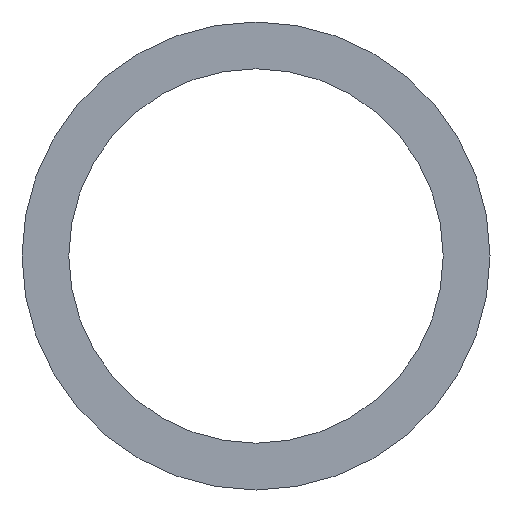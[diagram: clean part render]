
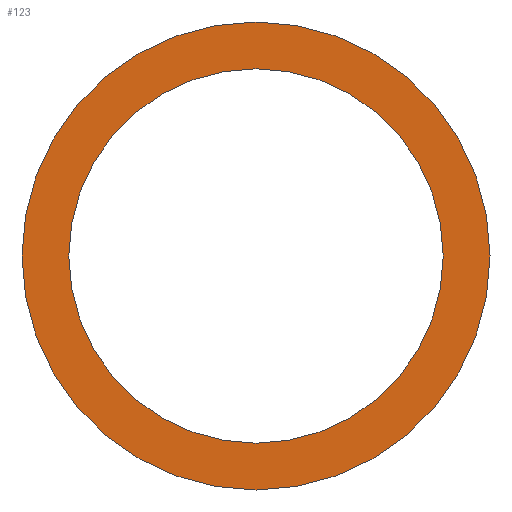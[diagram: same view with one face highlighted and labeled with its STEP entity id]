
A CAD part, front view. The second image highlights one B-rep face of the part: STEP entity #123.
In plain terms, the highlighted planar face has unit normal (0, -1, 0).
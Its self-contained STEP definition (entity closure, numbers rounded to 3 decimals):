
#2 = CIRCLE ( 'NONE', #61, 6. ) ;
#6 = ORIENTED_EDGE ( 'NONE', *, *, #144, .T. ) ;
#11 = DIRECTION ( 'NONE',  ( 0., 0., 1. ) ) ;
#31 = DIRECTION ( 'NONE',  ( 0., 0., 1. ) ) ;
#34 = EDGE_LOOP ( 'NONE', ( #6, #47 ) ) ;
#37 = FACE_BOUND ( 'NONE', #34, .T. ) ;
#46 = AXIS2_PLACEMENT_3D ( 'NONE', #221, #170, #185 ) ;
#47 = ORIENTED_EDGE ( 'NONE', *, *, #229, .T. ) ;
#53 = CARTESIAN_POINT ( 'NONE',  ( 0., 0., -6. ) ) ;
#56 = CIRCLE ( 'NONE', #211, 7.5 ) ;
#61 = AXIS2_PLACEMENT_3D ( 'NONE', #71, #241, #11 ) ;
#67 = VERTEX_POINT ( 'NONE', #188 ) ;
#71 = CARTESIAN_POINT ( 'NONE',  ( 0., 0., 0. ) ) ;
#81 = CARTESIAN_POINT ( 'NONE',  ( 0., 0., 6. ) ) ;
#83 = VERTEX_POINT ( 'NONE', #53 ) ;
#85 = ORIENTED_EDGE ( 'NONE', *, *, #193, .F. ) ;
#89 = DIRECTION ( 'NONE',  ( 0., 0., 1. ) ) ;
#91 = VERTEX_POINT ( 'NONE', #130 ) ;
#94 = CIRCLE ( 'NONE', #242, 6. ) ;
#108 = DIRECTION ( 'NONE',  ( 0., 0., 1. ) ) ;
#123 = ADVANCED_FACE ( 'NONE', ( #126, #37 ), #206, .F. ) ;
#126 = FACE_OUTER_BOUND ( 'NONE', #129, .T. ) ;
#129 = EDGE_LOOP ( 'NONE', ( #85, #176 ) ) ;
#130 = CARTESIAN_POINT ( 'NONE',  ( 0., 0., 7.5 ) ) ;
#131 = CARTESIAN_POINT ( 'NONE',  ( 0., 0., 0. ) ) ;
#144 = EDGE_CURVE ( 'NONE', #83, #248, #94, .T. ) ;
#150 = CARTESIAN_POINT ( 'NONE',  ( 0., 0., 0. ) ) ;
#151 = EDGE_CURVE ( 'NONE', #91, #67, #169, .T. ) ;
#168 = DIRECTION ( 'NONE',  ( 0., 1., 0. ) ) ;
#169 = CIRCLE ( 'NONE', #219, 7.5 ) ;
#170 = DIRECTION ( 'NONE',  ( 0., 1., 0. ) ) ;
#176 = ORIENTED_EDGE ( 'NONE', *, *, #151, .F. ) ;
#185 = DIRECTION ( 'NONE',  ( 0., 0., 1. ) ) ;
#188 = CARTESIAN_POINT ( 'NONE',  ( 0., 0., -7.5 ) ) ;
#193 = EDGE_CURVE ( 'NONE', #67, #91, #56, .T. ) ;
#205 = DIRECTION ( 'NONE',  ( 0., 1., 0. ) ) ;
#206 = PLANE ( 'NONE',  #46 ) ;
#211 = AXIS2_PLACEMENT_3D ( 'NONE', #131, #205, #31 ) ;
#219 = AXIS2_PLACEMENT_3D ( 'NONE', #224, #222, #108 ) ;
#221 = CARTESIAN_POINT ( 'NONE',  ( 0., 0., 0. ) ) ;
#222 = DIRECTION ( 'NONE',  ( 0., 1., 0. ) ) ;
#224 = CARTESIAN_POINT ( 'NONE',  ( 0., 0., 0. ) ) ;
#229 = EDGE_CURVE ( 'NONE', #248, #83, #2, .T. ) ;
#241 = DIRECTION ( 'NONE',  ( 0., 1., 0. ) ) ;
#242 = AXIS2_PLACEMENT_3D ( 'NONE', #150, #168, #89 ) ;
#248 = VERTEX_POINT ( 'NONE', #81 ) ;
